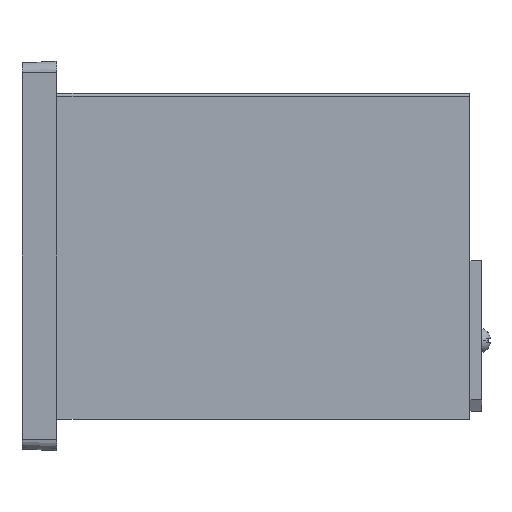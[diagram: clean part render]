
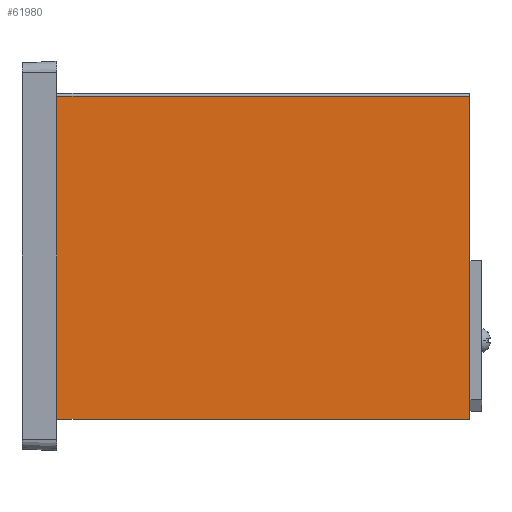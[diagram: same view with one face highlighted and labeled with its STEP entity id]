
A CAD part, left-side view. The second image highlights one B-rep face of the part: STEP entity #61980.
In plain terms, the highlighted face is planar.
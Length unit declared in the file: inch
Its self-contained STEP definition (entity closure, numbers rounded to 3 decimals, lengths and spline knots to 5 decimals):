
#3799 = ORIENTED_EDGE ( 'NONE', *, *, #31791, .T. ) ;
#4230 = CARTESIAN_POINT ( 'NONE',  ( 3.49277, -0.02868, -2.0195 ) ) ;
#5279 = CARTESIAN_POINT ( 'NONE',  ( 3.49277, -0.02868, -2.0195 ) ) ;
#5800 = ORIENTED_EDGE ( 'NONE', *, *, #48583, .T. ) ;
#8332 = EDGE_LOOP ( 'NONE', ( #5800, #48474, #70808, #3799 ) ) ;
#12049 = EDGE_CURVE ( 'NONE', #35103, #32526, #61704, .T. ) ;
#12270 = VECTOR ( 'NONE', #45078, 39.37008 ) ;
#14396 = CARTESIAN_POINT ( 'NONE',  ( 3.49277, -0.02868, 1.442 ) ) ;
#15548 = CARTESIAN_POINT ( 'NONE',  ( 3.49277, -0.02868, -2.0195 ) ) ;
#18823 = DIRECTION ( 'NONE',  ( 0., 0., -1. ) ) ;
#20901 = VECTOR ( 'NONE', #22893, 39.37008 ) ;
#22893 = DIRECTION ( 'NONE',  ( 0., 1., 0. ) ) ;
#25355 = VECTOR ( 'NONE', #73274, 39.37008 ) ;
#30141 = FACE_OUTER_BOUND ( 'NONE', #8332, .T. ) ;
#31791 = EDGE_CURVE ( 'NONE', #32526, #39777, #73944, .T. ) ;
#32253 = CARTESIAN_POINT ( 'NONE',  ( 3.49277, -0.02868, 1.442 ) ) ;
#32526 = VERTEX_POINT ( 'NONE', #33888 ) ;
#33551 = DIRECTION ( 'NONE',  ( 1., 0., 0. ) ) ;
#33888 = CARTESIAN_POINT ( 'NONE',  ( 3.49277, 4.39932, 1.442 ) ) ;
#33978 = VECTOR ( 'NONE', #18823, 39.37008 ) ;
#35103 = VERTEX_POINT ( 'NONE', #56102 ) ;
#39777 = VERTEX_POINT ( 'NONE', #14396 ) ;
#40501 = EDGE_CURVE ( 'NONE', #61089, #35103, #48342, .T. ) ;
#42188 = LINE ( 'NONE', #71074, #33978 ) ;
#45078 = DIRECTION ( 'NONE',  ( 0., 0., 1. ) ) ;
#45084 = PLANE ( 'NONE',  #67538 ) ;
#48342 = LINE ( 'NONE', #5279, #20901 ) ;
#48474 = ORIENTED_EDGE ( 'NONE', *, *, #40501, .T. ) ;
#48583 = EDGE_CURVE ( 'NONE', #39777, #61089, #42188, .T. ) ;
#50975 = CARTESIAN_POINT ( 'NONE',  ( 3.49277, 4.39932, -2.0195 ) ) ;
#56102 = CARTESIAN_POINT ( 'NONE',  ( 3.49277, 4.39932, -2.0195 ) ) ;
#61089 = VERTEX_POINT ( 'NONE', #15548 ) ;
#61704 = LINE ( 'NONE', #50975, #12270 ) ;
#61980 = ADVANCED_FACE ( 'NONE', ( #30141 ), #45084, .T. ) ;
#67538 = AXIS2_PLACEMENT_3D ( 'NONE', #4230, #33551, #68940 ) ;
#68940 = DIRECTION ( 'NONE',  ( 0., 1., 0. ) ) ;
#70808 = ORIENTED_EDGE ( 'NONE', *, *, #12049, .T. ) ;
#71074 = CARTESIAN_POINT ( 'NONE',  ( 3.49277, -0.02868, -2.0195 ) ) ;
#73274 = DIRECTION ( 'NONE',  ( 0., -1., 0. ) ) ;
#73944 = LINE ( 'NONE', #32253, #25355 ) ;
